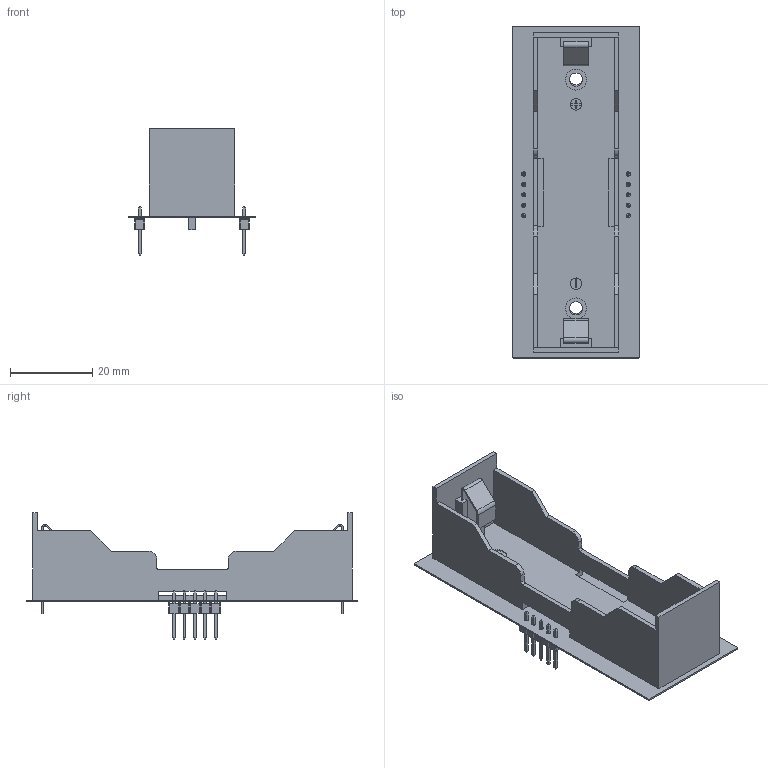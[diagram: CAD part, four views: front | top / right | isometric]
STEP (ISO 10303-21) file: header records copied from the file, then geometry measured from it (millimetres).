
FILE_DESCRIPTION(('Open CASCADE Model'),'2;1');
FILE_NAME('Open CASCADE Shape Model','2023-09-12T21:24:46',('Author'),( 'Open CASCADE'),'Open CASCADE STEP processor 7.5','Open CASCADE 7.5' ,'Unknown');
FILE_SCHEMA(('AUTOMOTIVE_DESIGN { 1 0 10303 214 1 1 1 1 }'));
Length unit declared in the file: millimetre
Products named in the file (9): PCB; Board; Open CASCADE STEP translator 7.5 1.1.1; J3; 5-Pin Header - Male - 2.54mm; J2; BH-18650-PC--3DModel-STEP-56544; J1
Assembly tree (9 placements, depth 4):
  PCB
    Board
      Open CASCADE STEP translator 7.5 1.1.1
    J3
      5-Pin Header - Male - 2.54mm
        5-Pin Header - Male - 2.54mm
    J2
      BH-18650-PC--3DModel-STEP-56544
    J1
      5-Pin Header - Male - 2.54mm
        5-Pin Header - Male - 2.54mm
Bounding box: 30.68 x 80.72 x 30.84 mm (x, y, z)
Volume: 6307 mm3; surface area: 15233.8 mm2
Topology: 6 solids, 6 shells, 459 faces, 1158 edges, 732 vertices
Faces by surface type: plane 413, cylinder 46
Full cylindrical faces by diameter (mm): 1 x10, 2.412 x2, 3.2 x2
Entity records: 10136 total; most frequent: CARTESIAN_POINT 1675, ORIENTED_EDGE 1644, DIRECTION 1564, EDGE_CURVE 822, LINE 730, VECTOR 730, VERTEX_POINT 528, AXIS2_PLACEMENT_3D 417
